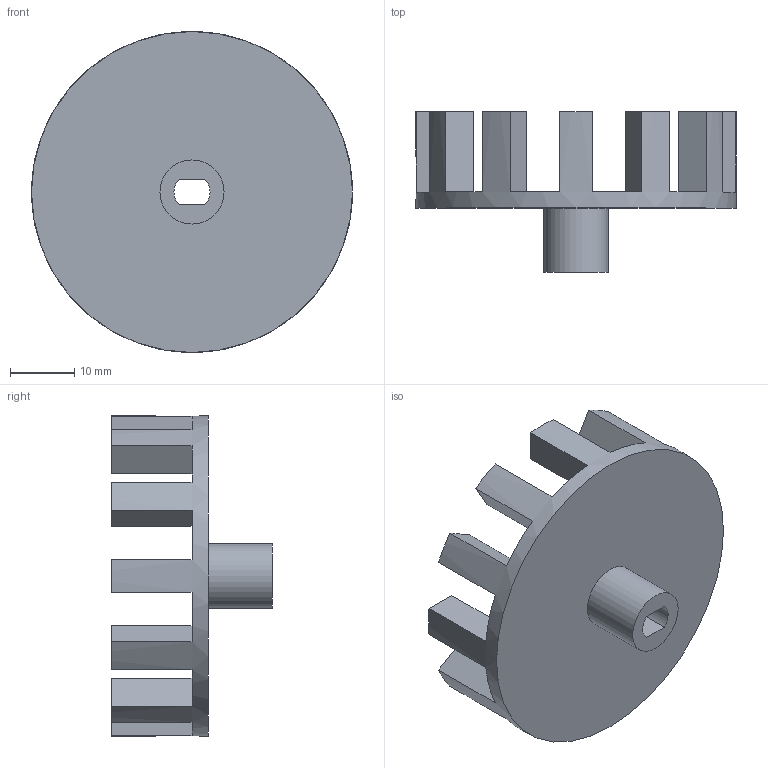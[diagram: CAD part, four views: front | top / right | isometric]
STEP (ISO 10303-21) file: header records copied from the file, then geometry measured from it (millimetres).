
FILE_DESCRIPTION(/* description */ (''),/* implementation_level */ '2;1');
FILE_NAME(/* name */ 'RobotWheel.step',/* time_stamp */ '2021-12-03T09:14:41-07:00',/* author */ (''),/* organization */ (''),/* preprocessor_version */ 'ST-DEVELOPER v18.1',/* originating_system */ 'Autodesk Translation Framework v10.10.0.1391',/* authorisation */ '');
FILE_SCHEMA (('AUTOMOTIVE_DESIGN { 1 0 10303 214 3 1 1 }'));
Length unit declared in the file: millimetre
Products named in the file (1): Test Wheel
Bounding box: 50 x 25 x 50 mm (x, y, z)
Volume: 9252.4 mm3; surface area: 7804.1 mm2
Topology: 1 solids, 1 shells, 57 faces, 162 edges, 108 vertices
Faces by surface type: plane 53, cylinder 4
Full cylindrical faces by diameter (mm): 10 x1, 50 x1
Entity records: 1885 total; most frequent: CARTESIAN_POINT 328, ORIENTED_EDGE 324, DIRECTION 310, EDGE_CURVE 162, LINE 130, VECTOR 130, VERTEX_POINT 108, AXIS2_PLACEMENT_3D 90
